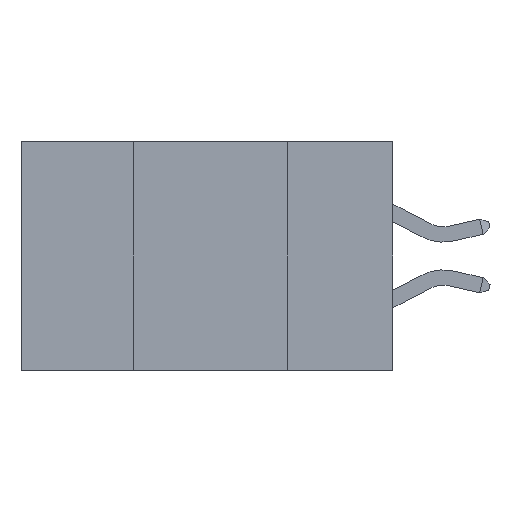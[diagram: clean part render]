
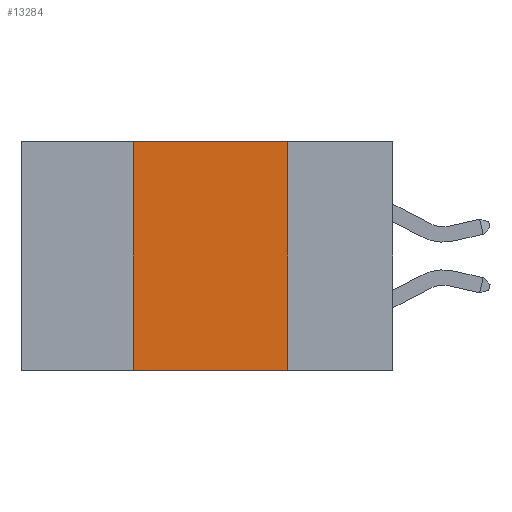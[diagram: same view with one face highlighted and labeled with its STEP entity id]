
A CAD part, left-side view. The second image highlights one B-rep face of the part: STEP entity #13284.
In plain terms, the highlighted planar face has unit normal (-1, 0, 0).
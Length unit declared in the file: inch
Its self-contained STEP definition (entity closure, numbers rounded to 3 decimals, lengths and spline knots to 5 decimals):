
#803 = ORIENTED_EDGE ( 'NONE', *, *, #15045, .F. ) ;
#1028 = CARTESIAN_POINT ( 'NONE',  ( 0., 0.6, 0. ) ) ;
#1058 = DIRECTION ( 'NONE',  ( 1., 0., 0. ) ) ;
#1606 = VECTOR ( 'NONE', #2868, 39.37008 ) ;
#2868 = DIRECTION ( 'NONE',  ( 0., -1., 0. ) ) ;
#3186 = VERTEX_POINT ( 'NONE', #16905 ) ;
#4332 = VERTEX_POINT ( 'NONE', #15846 ) ;
#8486 = CARTESIAN_POINT ( 'NONE',  ( 0., 0.17, 0. ) ) ;
#9440 = EDGE_LOOP ( 'NONE', ( #803, #19643, #15739, #10759 ) ) ;
#9727 = LINE ( 'NONE', #11629, #14060 ) ;
#9839 = CARTESIAN_POINT ( 'NONE',  ( 0., 0.42, -0.37 ) ) ;
#10015 = VECTOR ( 'NONE', #10380, 39.37008 ) ;
#10380 = DIRECTION ( 'NONE',  ( 0., 0., -1. ) ) ;
#10557 = AXIS2_PLACEMENT_3D ( 'NONE', #22800, #1058, #13648 ) ;
#10759 = ORIENTED_EDGE ( 'NONE', *, *, #14867, .T. ) ;
#11082 = LINE ( 'NONE', #1028, #1606 ) ;
#11462 = CARTESIAN_POINT ( 'NONE',  ( 0., 0.6, -0.37 ) ) ;
#11629 = CARTESIAN_POINT ( 'NONE',  ( 0., 0.42, 0. ) ) ;
#13284 = ADVANCED_FACE ( 'NONE', ( #13966 ), #17385, .F. ) ;
#13495 = DIRECTION ( 'NONE',  ( 0., 0., 1. ) ) ;
#13648 = DIRECTION ( 'NONE',  ( 0., 0., -1. ) ) ;
#13966 = FACE_OUTER_BOUND ( 'NONE', #9440, .T. ) ;
#14060 = VECTOR ( 'NONE', #13495, 39.37008 ) ;
#14867 = EDGE_CURVE ( 'NONE', #19057, #4332, #15855, .T. ) ;
#14909 = EDGE_CURVE ( 'NONE', #19057, #3186, #9727, .T. ) ;
#15045 = EDGE_CURVE ( 'NONE', #21187, #4332, #19906, .T. ) ;
#15739 = ORIENTED_EDGE ( 'NONE', *, *, #14909, .F. ) ;
#15846 = CARTESIAN_POINT ( 'NONE',  ( 0., 0.17, -0.37 ) ) ;
#15855 = LINE ( 'NONE', #11462, #20191 ) ;
#16162 = EDGE_CURVE ( 'NONE', #3186, #21187, #11082, .T. ) ;
#16905 = CARTESIAN_POINT ( 'NONE',  ( 0., 0.42, 0. ) ) ;
#17385 = PLANE ( 'NONE',  #10557 ) ;
#19057 = VERTEX_POINT ( 'NONE', #9839 ) ;
#19643 = ORIENTED_EDGE ( 'NONE', *, *, #16162, .F. ) ;
#19906 = LINE ( 'NONE', #23175, #10015 ) ;
#20191 = VECTOR ( 'NONE', #22504, 39.37008 ) ;
#21187 = VERTEX_POINT ( 'NONE', #8486 ) ;
#22504 = DIRECTION ( 'NONE',  ( 0., -1., 0. ) ) ;
#22800 = CARTESIAN_POINT ( 'NONE',  ( 0., 0.6, 0. ) ) ;
#23175 = CARTESIAN_POINT ( 'NONE',  ( 0., 0.17, 0. ) ) ;
